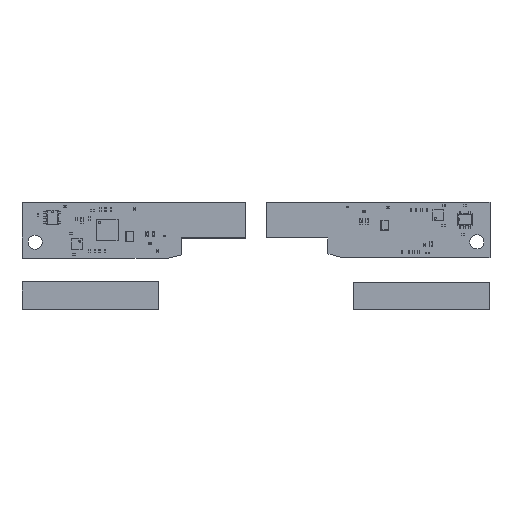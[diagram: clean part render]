
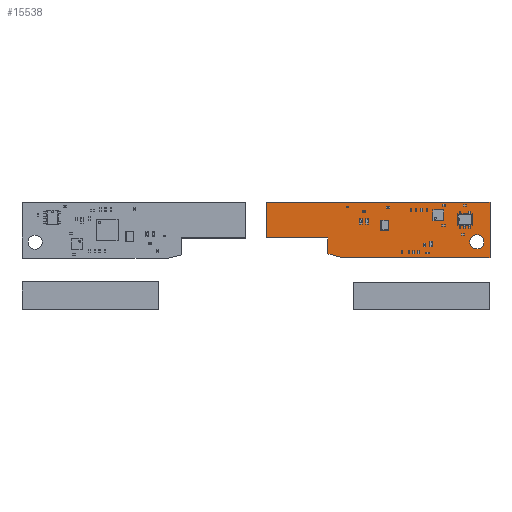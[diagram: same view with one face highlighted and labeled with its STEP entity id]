
A CAD part, top view. The second image highlights one B-rep face of the part: STEP entity #15538.
In plain terms, the highlighted planar face has unit normal (0, 0, 1).
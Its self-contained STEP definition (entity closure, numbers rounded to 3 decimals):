
#15372 = VERTEX_POINT('',#15373);
#15373 = CARTESIAN_POINT('',(192.275,-108.525,1.6));
#15379 = EDGE_CURVE('',#15372,#15380,#15382,.T.);
#15380 = VERTEX_POINT('',#15381);
#15381 = CARTESIAN_POINT('',(165.405,-108.525,1.6));
#15382 = LINE('',#15383,#15384);
#15383 = CARTESIAN_POINT('',(192.275,-108.525,1.6));
#15384 = VECTOR('',#15385,1.);
#15385 = DIRECTION('',(-1.,0.,0.));
#15412 = VERTEX_POINT('',#15413);
#15413 = CARTESIAN_POINT('',(192.275,-98.325,1.6));
#15419 = EDGE_CURVE('',#15412,#15372,#15420,.T.);
#15420 = LINE('',#15421,#15422);
#15421 = CARTESIAN_POINT('',(192.275,-98.325,1.6));
#15422 = VECTOR('',#15423,1.);
#15423 = DIRECTION('',(0.,-1.,0.));
#15441 = EDGE_CURVE('',#15380,#15442,#15444,.T.);
#15442 = VERTEX_POINT('',#15443);
#15443 = CARTESIAN_POINT('',(162.5,-107.77,1.6));
#15444 = LINE('',#15445,#15446);
#15445 = CARTESIAN_POINT('',(165.405,-108.525,1.6));
#15446 = VECTOR('',#15447,1.);
#15447 = DIRECTION('',(-0.968,0.252,0.));
#15538 = ADVANCED_FACE('',(#15539,#15582,#15593),#15604,.F.);
#15539 = FACE_BOUND('',#15540,.F.);
#15540 = EDGE_LOOP('',(#15541,#15542,#15543,#15551,#15559,#15567,#15575,
    #15581));
#15541 = ORIENTED_EDGE('',*,*,#15379,.T.);
#15542 = ORIENTED_EDGE('',*,*,#15441,.T.);
#15543 = ORIENTED_EDGE('',*,*,#15544,.T.);
#15544 = EDGE_CURVE('',#15442,#15545,#15547,.T.);
#15545 = VERTEX_POINT('',#15546);
#15546 = CARTESIAN_POINT('',(162.5,-105.17,1.6));
#15547 = LINE('',#15548,#15549);
#15548 = CARTESIAN_POINT('',(162.5,-107.77,1.6));
#15549 = VECTOR('',#15550,1.);
#15550 = DIRECTION('',(0.,1.,0.));
#15551 = ORIENTED_EDGE('',*,*,#15552,.T.);
#15552 = EDGE_CURVE('',#15545,#15553,#15555,.T.);
#15553 = VERTEX_POINT('',#15554);
#15554 = CARTESIAN_POINT('',(162.5,-104.815,1.6));
#15555 = LINE('',#15556,#15557);
#15556 = CARTESIAN_POINT('',(162.5,-105.17,1.6));
#15557 = VECTOR('',#15558,1.);
#15558 = DIRECTION('',(0.,1.,0.));
#15559 = ORIENTED_EDGE('',*,*,#15560,.T.);
#15560 = EDGE_CURVE('',#15553,#15561,#15563,.T.);
#15561 = VERTEX_POINT('',#15562);
#15562 = CARTESIAN_POINT('',(151.225,-104.815,1.6));
#15563 = LINE('',#15564,#15565);
#15564 = CARTESIAN_POINT('',(162.5,-104.815,1.6));
#15565 = VECTOR('',#15566,1.);
#15566 = DIRECTION('',(-1.,0.,0.));
#15567 = ORIENTED_EDGE('',*,*,#15568,.T.);
#15568 = EDGE_CURVE('',#15561,#15569,#15571,.T.);
#15569 = VERTEX_POINT('',#15570);
#15570 = CARTESIAN_POINT('',(151.225,-98.325,1.6));
#15571 = LINE('',#15572,#15573);
#15572 = CARTESIAN_POINT('',(151.225,-104.815,1.6));
#15573 = VECTOR('',#15574,1.);
#15574 = DIRECTION('',(0.,1.,0.));
#15575 = ORIENTED_EDGE('',*,*,#15576,.T.);
#15576 = EDGE_CURVE('',#15569,#15412,#15577,.T.);
#15577 = LINE('',#15578,#15579);
#15578 = CARTESIAN_POINT('',(151.225,-98.325,1.6));
#15579 = VECTOR('',#15580,1.);
#15580 = DIRECTION('',(1.,0.,0.));
#15581 = ORIENTED_EDGE('',*,*,#15419,.T.);
#15582 = FACE_BOUND('',#15583,.F.);
#15583 = EDGE_LOOP('',(#15584));
#15584 = ORIENTED_EDGE('',*,*,#15585,.T.);
#15585 = EDGE_CURVE('',#15586,#15586,#15588,.T.);
#15586 = VERTEX_POINT('',#15587);
#15587 = CARTESIAN_POINT('',(191.165,-105.575,1.6));
#15588 = CIRCLE('',#15589,1.3);
#15589 = AXIS2_PLACEMENT_3D('',#15590,#15591,#15592);
#15590 = CARTESIAN_POINT('',(189.865,-105.575,1.6));
#15591 = DIRECTION('',(0.,0.,1.));
#15592 = DIRECTION('',(1.,0.,-0.));
#15593 = FACE_BOUND('',#15594,.F.);
#15594 = EDGE_LOOP('',(#15595));
#15595 = ORIENTED_EDGE('',*,*,#15596,.F.);
#15596 = EDGE_CURVE('',#15597,#15597,#15599,.T.);
#15597 = VERTEX_POINT('',#15598);
#15598 = CARTESIAN_POINT('',(166.14,-99.29,1.6));
#15599 = CIRCLE('',#15600,0.15);
#15600 = AXIS2_PLACEMENT_3D('',#15601,#15602,#15603);
#15601 = CARTESIAN_POINT('',(166.14,-99.14,1.6));
#15602 = DIRECTION('',(-0.,0.,-1.));
#15603 = DIRECTION('',(-0.,-1.,0.));
#15604 = PLANE('',#15605);
#15605 = AXIS2_PLACEMENT_3D('',#15606,#15607,#15608);
#15606 = CARTESIAN_POINT('',(172.222,-102.973,1.6));
#15607 = DIRECTION('',(-0.,-0.,-1.));
#15608 = DIRECTION('',(-1.,0.,0.));
